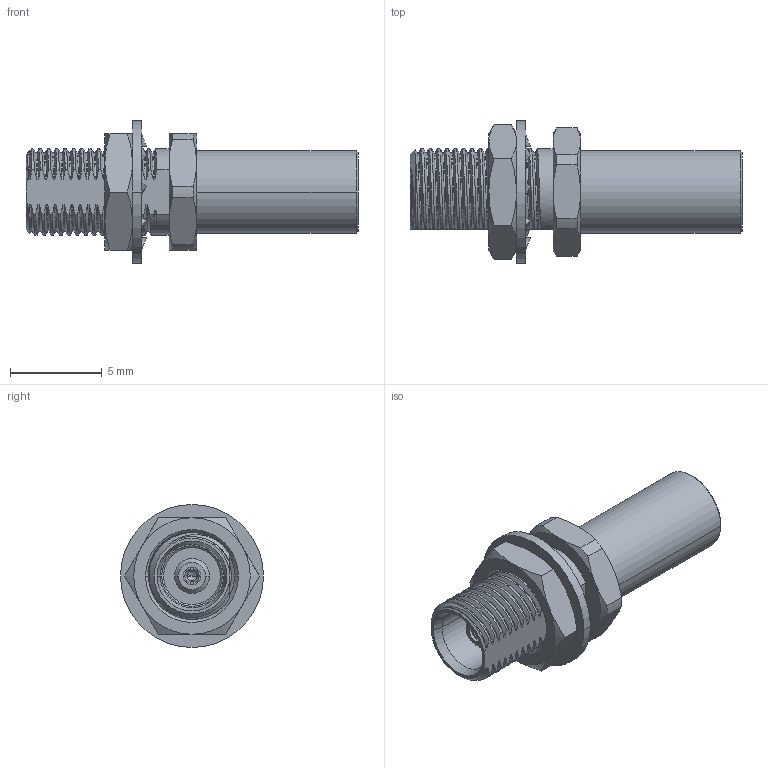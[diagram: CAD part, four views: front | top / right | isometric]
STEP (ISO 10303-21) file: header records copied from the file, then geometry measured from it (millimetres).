
FILE_DESCRIPTION((''),'2;1');
FILE_NAME('252171_SW0001','2020-08-27T16:31:04',('Kaviyarasan'),(''),'CREO PARAMETRIC BY PTC INC, 2019444','CREO PARAMETRIC BY PTC INC, 2019444','');
FILE_SCHEMA(('CONFIG_CONTROL_DESIGN'));
Length unit declared in the file: millimetre
Products named in the file (1): 252171_SW0001
Bounding box: 18.1 x 7.8 x 7.8 mm (x, y, z)
Volume: 284.8 mm3; surface area: 657.6 mm2
Topology: 1 solids, 1 shells, 302 faces, 843 edges, 528 vertices
Faces by surface type: bspline 117, plane 66, cylinder 64, cone 55
Entity records: 18344 total; most frequent: CARTESIAN_POINT 11462, ORIENTED_EDGE 1678, DIRECTION 1043, EDGE_CURVE 839, VERTEX_POINT 528, AXIS2_PLACEMENT_3D 368, B_SPLINE_CURVE_WITH_KNOTS 349, EDGE_LOOP 315
